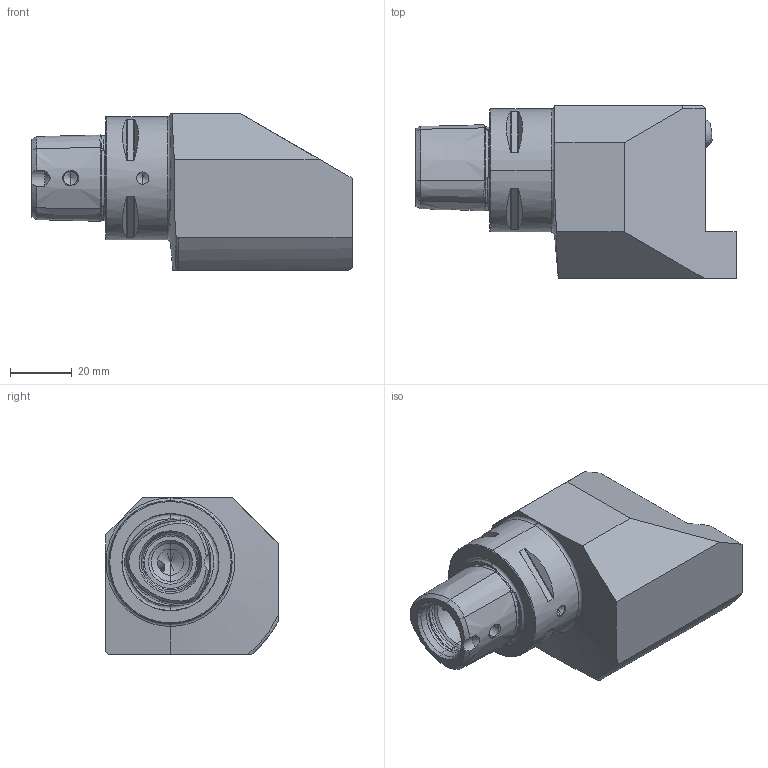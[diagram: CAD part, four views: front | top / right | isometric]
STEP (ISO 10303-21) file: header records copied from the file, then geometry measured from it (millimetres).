
FILE_DESCRIPTION (( 'STEP AP203' ), '1' );
FILE_NAME ('PS4-V20.R11.080.STEP', '2012-05-08T12:00:34', ( 'baer' ), ( 'Hewlett-Packard Company' ), 'SwSTEP 2.0', 'SolidWorks 2012', '' );
FILE_SCHEMA (( 'CONFIG_CONTROL_DESIGN' ));
Length unit declared in the file: millimetre
Products named in the file (6): PS4-V20.R11.080_A; PS4-V20.R11.080; KU1-U12.001.010; KU1-U12.001.010_2; KU1-U12.001.010_1; ISO 4026 - M10 x 20
Assembly tree (6 placements, depth 3):
  PS4-V20.R11.080
    PS4-V20.R11.080_A
    ISO 4026 - M10 x 20  x2
    KU1-U12.001.010
      KU1-U12.001.010_1
      KU1-U12.001.010_2
Bounding box: 104 x 56 x 51 mm (x, y, z)
Volume: 136246.1 mm3; surface area: 27929.5 mm2
Topology: 5 solids, 5 shells, 215 faces, 526 edges, 319 vertices
Faces by surface type: cone 66, plane 59, cylinder 49, torus 37, sphere 4
Entity records: 7106 total; most frequent: CARTESIAN_POINT 1850, DIRECTION 992, ORIENTED_EDGE 956, EDGE_CURVE 478, AXIS2_PLACEMENT_3D 408, VERTEX_POINT 293, EDGE_LOOP 219, FACE_OUTER_BOUND 200
